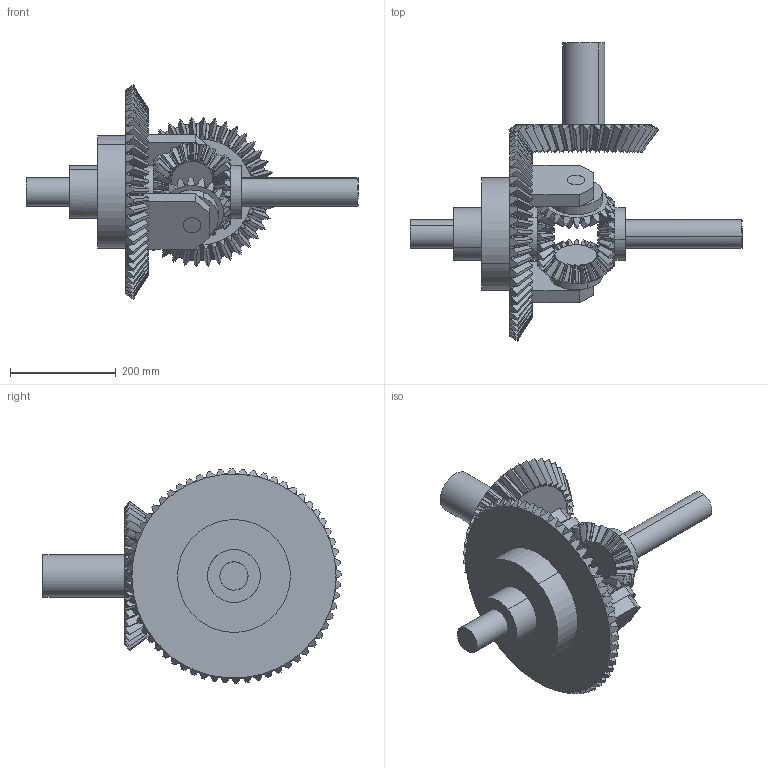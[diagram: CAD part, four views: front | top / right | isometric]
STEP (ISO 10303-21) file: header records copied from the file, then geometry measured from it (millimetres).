
FILE_DESCRIPTION(('FreeCAD Model'),'2;1');
FILE_NAME('Open CASCADE Shape Model','2025-05-04T05:04:26',('FreeCAD'),( 'FreeCAD'),'Open CASCADE STEP processor 7.6','FreeCAD','Unknown');
FILE_SCHEMA(('AUTOMOTIVE_DESIGN { 1 0 10303 214 1 1 1 1 }'));
Products named in the file (1): Open CASCADE STEP translator 7.6 1
Bounding box: 628.81 x 564.62 x 405.65 mm (x, y, z)
Volume: 11844061.5 mm3; surface area: 946509.7 mm2
Topology: 6 solids, 6 shells, 1169 faces, 3432 edges, 2288 vertices
Faces by surface type: bspline 1169
Entity records: 50014 total; most frequent: CARTESIAN_POINT 30829, ORIENTED_EDGE 6864, EDGE_CURVE 3432, B_SPLINE_CURVE_WITH_KNOTS 2992, VERTEX_POINT 2288, FACE_BOUND 1188, EDGE_LOOP 1188, ADVANCED_FACE 1169
